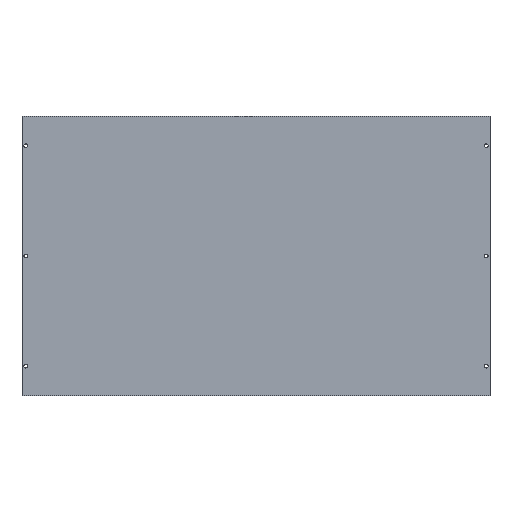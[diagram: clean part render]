
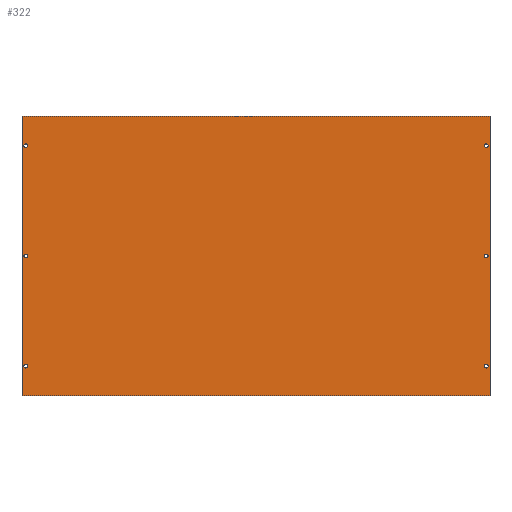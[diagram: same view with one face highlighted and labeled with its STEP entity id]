
A CAD part, top view. The second image highlights one B-rep face of the part: STEP entity #322.
In plain terms, the highlighted planar face has unit normal (0, 0, 1).
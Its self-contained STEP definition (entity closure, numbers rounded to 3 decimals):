
#24 = DIRECTION ( 'NONE',  ( 0., 0., 1. ) ) ;
#27 = DIRECTION ( 'NONE',  ( -1., 0., 0. ) ) ;
#28 = VERTEX_POINT ( 'NONE', #465 ) ;
#33 = LINE ( 'NONE', #130, #152 ) ;
#34 = DIRECTION ( 'NONE',  ( -1., 0., 0. ) ) ;
#35 = VERTEX_POINT ( 'NONE', #477 ) ;
#38 = AXIS2_PLACEMENT_3D ( 'NONE', #184, #337, #543 ) ;
#42 = CARTESIAN_POINT ( 'NONE',  ( -312.5, 0., 5. ) ) ;
#45 = DIRECTION ( 'NONE',  ( -1., 0., 0. ) ) ;
#46 = VERTEX_POINT ( 'NONE', #432 ) ;
#51 = CARTESIAN_POINT ( 'NONE',  ( 0., 0., 5. ) ) ;
#55 = DIRECTION ( 'NONE',  ( 1., 0., 0. ) ) ;
#62 = VECTOR ( 'NONE', #406, 1000. ) ;
#71 = EDGE_CURVE ( 'NONE', #35, #214, #33, .T. ) ;
#74 = ORIENTED_EDGE ( 'NONE', *, *, #502, .F. ) ;
#80 = VECTOR ( 'NONE', #498, 1000. ) ;
#97 = ORIENTED_EDGE ( 'NONE', *, *, #563, .F. ) ;
#99 = CARTESIAN_POINT ( 'NONE',  ( 315., -149.5, 5. ) ) ;
#104 = AXIS2_PLACEMENT_3D ( 'NONE', #644, #339, #45 ) ;
#109 = PLANE ( 'NONE',  #471 ) ;
#115 = EDGE_CURVE ( 'NONE', #508, #297, #170, .T. ) ;
#117 = CARTESIAN_POINT ( 'NONE',  ( -315., 149.5, 5. ) ) ;
#119 = EDGE_CURVE ( 'NONE', #365, #313, #405, .T. ) ;
#130 = CARTESIAN_POINT ( 'NONE',  ( -317.5, 189.5, 5. ) ) ;
#133 = VERTEX_POINT ( 'NONE', #394 ) ;
#134 = AXIS2_PLACEMENT_3D ( 'NONE', #637, #586, #485 ) ;
#139 = VERTEX_POINT ( 'NONE', #99 ) ;
#141 = EDGE_CURVE ( 'NONE', #540, #133, #372, .T. ) ;
#143 = EDGE_LOOP ( 'NONE', ( #484, #74 ) ) ;
#147 = CARTESIAN_POINT ( 'NONE',  ( -312.5, 0., 5. ) ) ;
#151 = CIRCLE ( 'NONE', #314, 2.5 ) ;
#152 = VECTOR ( 'NONE', #34, 1000. ) ;
#154 = DIRECTION ( 'NONE',  ( -1., 0., 0. ) ) ;
#156 = DIRECTION ( 'NONE',  ( 0., 0., 1. ) ) ;
#163 = CIRCLE ( 'NONE', #217, 2.5 ) ;
#164 = VERTEX_POINT ( 'NONE', #435 ) ;
#169 = LINE ( 'NONE', #350, #62 ) ;
#170 = CIRCLE ( 'NONE', #38, 2.5 ) ;
#173 = EDGE_LOOP ( 'NONE', ( #475, #97 ) ) ;
#175 = EDGE_LOOP ( 'NONE', ( #443, #470 ) ) ;
#179 = AXIS2_PLACEMENT_3D ( 'NONE', #396, #341, #55 ) ;
#184 = CARTESIAN_POINT ( 'NONE',  ( 312.5, 149.5, 5. ) ) ;
#185 = EDGE_CURVE ( 'NONE', #636, #28, #335, .T. ) ;
#189 = CARTESIAN_POINT ( 'NONE',  ( -317.5, 189.5, 5. ) ) ;
#192 = DIRECTION ( 'NONE',  ( 1., 0., 0. ) ) ;
#194 = ORIENTED_EDGE ( 'NONE', *, *, #284, .T. ) ;
#198 = CARTESIAN_POINT ( 'NONE',  ( 312.5, -149.5, 5. ) ) ;
#202 = FACE_OUTER_BOUND ( 'NONE', #438, .T. ) ;
#211 = CIRCLE ( 'NONE', #615, 2.5 ) ;
#212 = CIRCLE ( 'NONE', #179, 2.5 ) ;
#214 = VERTEX_POINT ( 'NONE', #444 ) ;
#217 = AXIS2_PLACEMENT_3D ( 'NONE', #147, #456, #294 ) ;
#223 = FACE_BOUND ( 'NONE', #634, .T. ) ;
#224 = ORIENTED_EDGE ( 'NONE', *, *, #355, .T. ) ;
#227 = EDGE_CURVE ( 'NONE', #462, #164, #404, .T. ) ;
#228 = DIRECTION ( 'NONE',  ( 1., 0., 0. ) ) ;
#252 = ORIENTED_EDGE ( 'NONE', *, *, #521, .F. ) ;
#253 = CARTESIAN_POINT ( 'NONE',  ( 310., 149.5, 5. ) ) ;
#255 = CARTESIAN_POINT ( 'NONE',  ( -317.5, -189.5, 5. ) ) ;
#281 = ORIENTED_EDGE ( 'NONE', *, *, #227, .T. ) ;
#284 = EDGE_CURVE ( 'NONE', #164, #35, #169, .T. ) ;
#293 = AXIS2_PLACEMENT_3D ( 'NONE', #42, #439, #228 ) ;
#294 = DIRECTION ( 'NONE',  ( 1., 0., 0. ) ) ;
#295 = FACE_BOUND ( 'NONE', #173, .T. ) ;
#297 = VERTEX_POINT ( 'NONE', #494 ) ;
#301 = DIRECTION ( 'NONE',  ( 1., 0., 0. ) ) ;
#313 = VERTEX_POINT ( 'NONE', #500 ) ;
#314 = AXIS2_PLACEMENT_3D ( 'NONE', #613, #507, #607 ) ;
#322 = ADVANCED_FACE ( 'NONE', ( #422, #295, #617, #202, #606, #625, #223 ), #109, .T. ) ;
#327 = CIRCLE ( 'NONE', #476, 2.5 ) ;
#335 = CIRCLE ( 'NONE', #293, 2.5 ) ;
#337 = DIRECTION ( 'NONE',  ( 0., 0., 1. ) ) ;
#338 = EDGE_CURVE ( 'NONE', #611, #46, #212, .T. ) ;
#339 = DIRECTION ( 'NONE',  ( 0., 0., 1. ) ) ;
#341 = DIRECTION ( 'NONE',  ( 0., 0., 1. ) ) ;
#343 = ORIENTED_EDGE ( 'NONE', *, *, #141, .F. ) ;
#347 = CARTESIAN_POINT ( 'NONE',  ( -312.5, -149.5, 5. ) ) ;
#350 = CARTESIAN_POINT ( 'NONE',  ( 317.5, 189.5, 5. ) ) ;
#352 = CIRCLE ( 'NONE', #569, 2.5 ) ;
#355 = EDGE_CURVE ( 'NONE', #214, #462, #472, .T. ) ;
#365 = VERTEX_POINT ( 'NONE', #399 ) ;
#367 = EDGE_CURVE ( 'NONE', #28, #636, #163, .T. ) ;
#372 = CIRCLE ( 'NONE', #134, 2.5 ) ;
#380 = EDGE_LOOP ( 'NONE', ( #628, #520 ) ) ;
#389 = ORIENTED_EDGE ( 'NONE', *, *, #612, .F. ) ;
#394 = CARTESIAN_POINT ( 'NONE',  ( -310., 149.5, 5. ) ) ;
#396 = CARTESIAN_POINT ( 'NONE',  ( -312.5, -149.5, 5. ) ) ;
#399 = CARTESIAN_POINT ( 'NONE',  ( 310., 0., 5. ) ) ;
#400 = AXIS2_PLACEMENT_3D ( 'NONE', #347, #603, #301 ) ;
#404 = LINE ( 'NONE', #549, #80 ) ;
#405 = CIRCLE ( 'NONE', #104, 2.5 ) ;
#406 = DIRECTION ( 'NONE',  ( 0., 1., 0. ) ) ;
#410 = CARTESIAN_POINT ( 'NONE',  ( 310., -149.5, 5. ) ) ;
#411 = CARTESIAN_POINT ( 'NONE',  ( -312.5, 149.5, 5. ) ) ;
#422 = FACE_BOUND ( 'NONE', #380, .T. ) ;
#432 = CARTESIAN_POINT ( 'NONE',  ( -310., -149.5, 5. ) ) ;
#435 = CARTESIAN_POINT ( 'NONE',  ( 317.5, -189.5, 5. ) ) ;
#438 = EDGE_LOOP ( 'NONE', ( #194, #532, #224, #281 ) ) ;
#439 = DIRECTION ( 'NONE',  ( 0., 0., 1. ) ) ;
#443 = ORIENTED_EDGE ( 'NONE', *, *, #338, .F. ) ;
#444 = CARTESIAN_POINT ( 'NONE',  ( -317.5, 189.5, 5. ) ) ;
#446 = DIRECTION ( 'NONE',  ( 1., 0., 0. ) ) ;
#448 = CIRCLE ( 'NONE', #400, 2.5 ) ;
#449 = ORIENTED_EDGE ( 'NONE', *, *, #489, .F. ) ;
#450 = CARTESIAN_POINT ( 'NONE',  ( 312.5, 149.5, 5. ) ) ;
#456 = DIRECTION ( 'NONE',  ( 0., 0., 1. ) ) ;
#457 = DIRECTION ( 'NONE',  ( -1., 0., 0. ) ) ;
#462 = VERTEX_POINT ( 'NONE', #255 ) ;
#465 = CARTESIAN_POINT ( 'NONE',  ( -315., 0., 5. ) ) ;
#470 = ORIENTED_EDGE ( 'NONE', *, *, #548, .F. ) ;
#471 = AXIS2_PLACEMENT_3D ( 'NONE', #51, #547, #446 ) ;
#472 = LINE ( 'NONE', #189, #571 ) ;
#475 = ORIENTED_EDGE ( 'NONE', *, *, #115, .F. ) ;
#476 = AXIS2_PLACEMENT_3D ( 'NONE', #450, #599, #457 ) ;
#477 = CARTESIAN_POINT ( 'NONE',  ( 317.5, 189.5, 5. ) ) ;
#484 = ORIENTED_EDGE ( 'NONE', *, *, #119, .F. ) ;
#485 = DIRECTION ( 'NONE',  ( 1., 0., 0. ) ) ;
#489 = EDGE_CURVE ( 'NONE', #133, #540, #581, .T. ) ;
#494 = CARTESIAN_POINT ( 'NONE',  ( 315., 149.5, 5. ) ) ;
#498 = DIRECTION ( 'NONE',  ( 1., 0., 0. ) ) ;
#500 = CARTESIAN_POINT ( 'NONE',  ( 315., 0., 5. ) ) ;
#502 = EDGE_CURVE ( 'NONE', #313, #365, #151, .T. ) ;
#507 = DIRECTION ( 'NONE',  ( 0., 0., 1. ) ) ;
#508 = VERTEX_POINT ( 'NONE', #253 ) ;
#513 = CARTESIAN_POINT ( 'NONE',  ( -315., -149.5, 5. ) ) ;
#517 = CARTESIAN_POINT ( 'NONE',  ( 312.5, -149.5, 5. ) ) ;
#520 = ORIENTED_EDGE ( 'NONE', *, *, #185, .F. ) ;
#521 = EDGE_CURVE ( 'NONE', #559, #139, #352, .T. ) ;
#522 = CARTESIAN_POINT ( 'NONE',  ( -310., 0., 5. ) ) ;
#532 = ORIENTED_EDGE ( 'NONE', *, *, #71, .T. ) ;
#540 = VERTEX_POINT ( 'NONE', #117 ) ;
#543 = DIRECTION ( 'NONE',  ( -1., 0., 0. ) ) ;
#544 = AXIS2_PLACEMENT_3D ( 'NONE', #411, #156, #192 ) ;
#547 = DIRECTION ( 'NONE',  ( 0., 0., 1. ) ) ;
#548 = EDGE_CURVE ( 'NONE', #46, #611, #448, .T. ) ;
#549 = CARTESIAN_POINT ( 'NONE',  ( -317.5, -189.5, 5. ) ) ;
#554 = DIRECTION ( 'NONE',  ( 0., -1., 0. ) ) ;
#559 = VERTEX_POINT ( 'NONE', #410 ) ;
#563 = EDGE_CURVE ( 'NONE', #297, #508, #327, .T. ) ;
#569 = AXIS2_PLACEMENT_3D ( 'NONE', #198, #605, #154 ) ;
#571 = VECTOR ( 'NONE', #554, 1000. ) ;
#581 = CIRCLE ( 'NONE', #544, 2.5 ) ;
#586 = DIRECTION ( 'NONE',  ( 0., 0., 1. ) ) ;
#599 = DIRECTION ( 'NONE',  ( 0., 0., 1. ) ) ;
#603 = DIRECTION ( 'NONE',  ( 0., 0., 1. ) ) ;
#605 = DIRECTION ( 'NONE',  ( 0., 0., 1. ) ) ;
#606 = FACE_BOUND ( 'NONE', #143, .T. ) ;
#607 = DIRECTION ( 'NONE',  ( -1., 0., 0. ) ) ;
#611 = VERTEX_POINT ( 'NONE', #513 ) ;
#612 = EDGE_CURVE ( 'NONE', #139, #559, #211, .T. ) ;
#613 = CARTESIAN_POINT ( 'NONE',  ( 312.5, 0., 5. ) ) ;
#615 = AXIS2_PLACEMENT_3D ( 'NONE', #517, #24, #27 ) ;
#617 = FACE_BOUND ( 'NONE', #642, .T. ) ;
#625 = FACE_BOUND ( 'NONE', #175, .T. ) ;
#628 = ORIENTED_EDGE ( 'NONE', *, *, #367, .F. ) ;
#634 = EDGE_LOOP ( 'NONE', ( #343, #449 ) ) ;
#636 = VERTEX_POINT ( 'NONE', #522 ) ;
#637 = CARTESIAN_POINT ( 'NONE',  ( -312.5, 149.5, 5. ) ) ;
#642 = EDGE_LOOP ( 'NONE', ( #252, #389 ) ) ;
#644 = CARTESIAN_POINT ( 'NONE',  ( 312.5, 0., 5. ) ) ;
